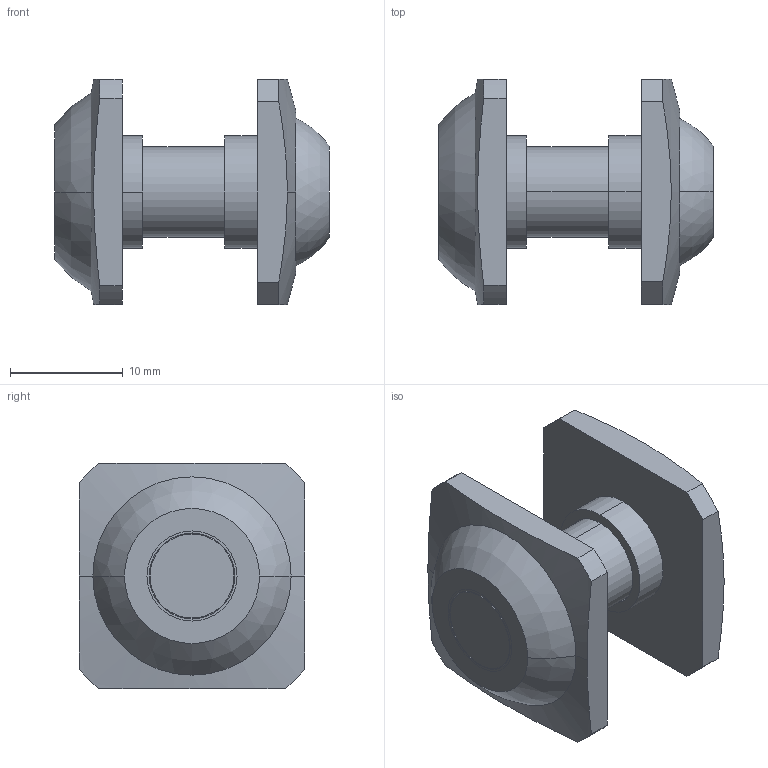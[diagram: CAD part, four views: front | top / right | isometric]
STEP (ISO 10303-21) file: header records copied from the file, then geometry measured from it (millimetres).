
FILE_DESCRIPTION((''),'2;1');
FILE_NAME('11100_SPOJNI_SET_STRANSKI_U10_ASM','2022-09-16T13:39:38',('PredragRovcanin'),('Audax d.o.o.'),'CREO PARAMETRIC BY PTC INC, 2020281','CREO PARAMETRIC BY PTC INC, 2020281','');
FILE_SCHEMA(('AUTOMOTIVE_DESIGN { 1 0 10303 214 1 1 1 1 }'));
Length unit declared in the file: millimetre
Products named in the file (4): L-ISO7380-M8X20; 11054_PODLOZKA_UTORNA_KV_M8_U10; MATICA_UTORNA_M8_U10; 11100_SPOJNI_SET_STRANSKI_U10_ASM
Assembly tree (3 placements, depth 2):
  11100_SPOJNI_SET_STRANSKI_U10_ASM
    L-ISO7380-M8X20
    11054_PODLOZKA_UTORNA_KV_M8_U10
    MATICA_UTORNA_M8_U10
Bounding box: 24.4 x 20 x 20 mm (x, y, z)
Volume: 3874.8 mm3; surface area: 3882.7 mm2
Topology: 3 solids, 5 shells, 77 faces, 182 edges, 122 vertices
Faces by surface type: plane 35, cylinder 26, cone 10, sphere 4, torus 2
Entity records: 3925 total; most frequent: CARTESIAN_POINT 552, DIRECTION 412, ORIENTED_EDGE 344, COLOUR_RGB 326, PRESENTATION_STYLE_ASSIGNMENT 189, STYLED_ITEM 189, CURVE_STYLE 184, EDGE_CURVE 176
